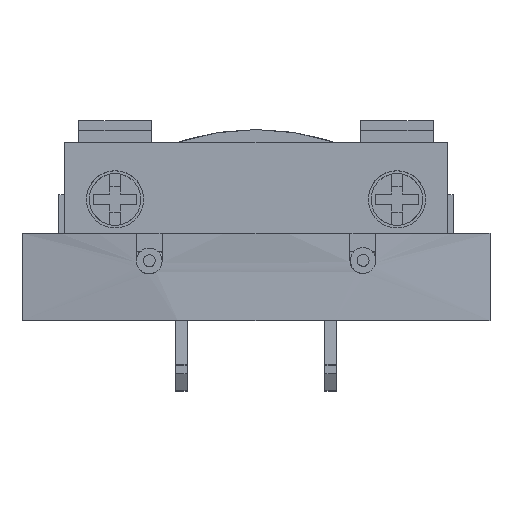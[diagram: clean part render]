
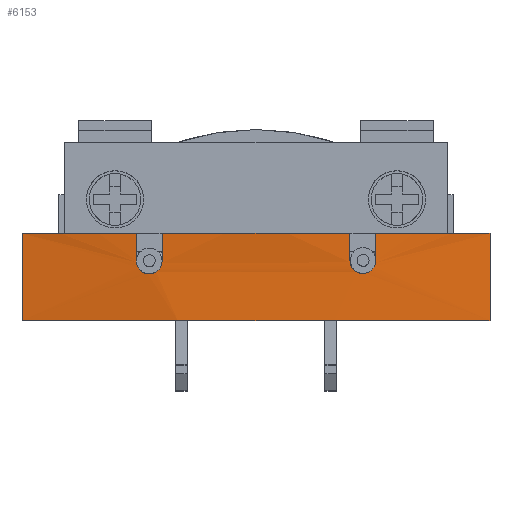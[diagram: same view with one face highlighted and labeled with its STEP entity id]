
A CAD part, top view. The second image highlights one B-rep face of the part: STEP entity #6153.
In plain terms, the highlighted cylindrical face has radius 188.69 mm (diameter 377.38 mm), a partial arc.
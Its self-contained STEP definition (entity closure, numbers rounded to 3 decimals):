
#35=CARTESIAN_POINT('',(0.,-14.2,182.69));
#36=DIRECTION('',(0.,-1.,0.));
#37=DIRECTION('',(-0.145,0.,-0.989));
#38=AXIS2_PLACEMENT_3D('',#35,#36,#37);
#86=DIRECTION('',(0.,-1.,0.));
#87=VECTOR('',#86,3.2);
#88=CARTESIAN_POINT('',(14.,-4.,-5.48));
#89=LINE('',#88,#87);
#90=CARTESIAN_POINT('',(11.,-7.2,-5.679));
#91=CARTESIAN_POINT('',(11.,-7.318,-5.679));
#92=CARTESIAN_POINT('',(11.026,-7.549,-5.678));
#93=CARTESIAN_POINT('',(11.155,-7.898,-5.67));
#94=CARTESIAN_POINT('',(11.359,-8.196,-5.658));
#95=CARTESIAN_POINT('',(11.63,-8.439,-5.641));
#96=CARTESIAN_POINT('',(11.944,-8.609,-5.622));
#97=CARTESIAN_POINT('',(12.3,-8.701,-5.599));
#98=CARTESIAN_POINT('',(12.662,-8.706,-5.575));
#99=CARTESIAN_POINT('',(13.027,-8.621,-5.55));
#100=CARTESIAN_POINT('',(13.351,-8.453,-5.527));
#101=CARTESIAN_POINT('',(13.63,-8.209,-5.507));
#102=CARTESIAN_POINT('',(13.839,-7.91,-5.492));
#103=CARTESIAN_POINT('',(13.973,-7.554,-5.482));
#104=CARTESIAN_POINT('',(14.,-7.32,-5.48));
#105=CARTESIAN_POINT('',(14.,-7.2,-5.48));
#107=DIRECTION('',(0.,-1.,0.));
#108=VECTOR('',#107,3.2);
#109=CARTESIAN_POINT('',(11.,-4.,-5.679));
#110=LINE('',#109,#108);
#111=CARTESIAN_POINT('',(0.,-4.,182.69));
#112=DIRECTION('',(0.,-1.,0.));
#113=DIRECTION('',(-0.058,0.,-0.998));
#114=AXIS2_PLACEMENT_3D('',#111,#112,#113);
#116=DIRECTION('',(0.,-1.,0.));
#117=VECTOR('',#116,3.2);
#118=CARTESIAN_POINT('',(-11.,-4.,-5.679));
#119=LINE('',#118,#117);
#120=CARTESIAN_POINT('',(-14.,-7.2,-5.48));
#121=CARTESIAN_POINT('',(-14.,-7.318,-5.48));
#122=CARTESIAN_POINT('',(-13.974,-7.549,
-5.482));
#123=CARTESIAN_POINT('',(-13.845,-7.898,
-5.491));
#124=CARTESIAN_POINT('',(-13.641,-8.196,
-5.506));
#125=CARTESIAN_POINT('',(-13.371,-8.439,
-5.526));
#126=CARTESIAN_POINT('',(-13.056,-8.609,
-5.548));
#127=CARTESIAN_POINT('',(-12.7,-8.701,
-5.572));
#128=CARTESIAN_POINT('',(-12.339,-8.706,
-5.596));
#129=CARTESIAN_POINT('',(-11.974,-8.621,
-5.62));
#130=CARTESIAN_POINT('',(-11.649,-8.453,
-5.64));
#131=CARTESIAN_POINT('',(-11.37,-8.209,
-5.657));
#132=CARTESIAN_POINT('',(-11.161,-7.91,
-5.67));
#133=CARTESIAN_POINT('',(-11.027,-7.554,
-5.678));
#134=CARTESIAN_POINT('',(-11.,-7.32,-5.679));
#135=CARTESIAN_POINT('',(-11.,-7.2,-5.679));
#137=DIRECTION('',(0.,-1.,0.));
#138=VECTOR('',#137,3.2);
#139=CARTESIAN_POINT('',(-14.,-4.,-5.48));
#140=LINE('',#139,#138);
#141=CARTESIAN_POINT('',(0.,-4.,182.69));
#142=DIRECTION('',(0.,-1.,0.));
#143=DIRECTION('',(-0.145,0.,-0.989));
#144=AXIS2_PLACEMENT_3D('',#141,#142,#143);
#146=DIRECTION('',(0.,1.,0.));
#147=VECTOR('',#146,10.2);
#148=CARTESIAN_POINT('',(-27.4,-14.2,-4.));
#149=LINE('',#148,#147);
#150=CARTESIAN_POINT('',(0.,-4.,182.69));
#151=DIRECTION('',(0.,-1.,0.));
#152=DIRECTION('',(0.074,0.,-0.997));
#153=AXIS2_PLACEMENT_3D('',#150,#151,#152);
#4185=DIRECTION('',(0.,1.,0.));
#4186=VECTOR('',#4185,10.2);
#4187=CARTESIAN_POINT('',(27.4,-14.2,-4.));
#4188=LINE('',#4187,#4186);
#4749=CARTESIAN_POINT('',(-27.4,-14.2,-4.));
#4750=CARTESIAN_POINT('',(27.4,-14.2,-4.));
#4751=VERTEX_POINT('',#4749);
#4752=VERTEX_POINT('',#4750);
#4765=CARTESIAN_POINT('',(27.4,-4.,-4.));
#4767=VERTEX_POINT('',#4765);
#4775=CARTESIAN_POINT('',(-27.4,-4.,-4.));
#4776=VERTEX_POINT('',#4775);
#5037=CARTESIAN_POINT('',(14.,-4.,-5.48));
#5038=CARTESIAN_POINT('',(14.,-7.2,-5.48));
#5039=VERTEX_POINT('',#5037);
#5040=VERTEX_POINT('',#5038);
#5041=VERTEX_POINT('',#90);
#5042=CARTESIAN_POINT('',(11.,-4.,-5.679));
#5043=VERTEX_POINT('',#5042);
#5044=CARTESIAN_POINT('',(-14.,-4.,-5.48));
#5045=CARTESIAN_POINT('',(-14.,-7.2,-5.48));
#5046=VERTEX_POINT('',#5044);
#5047=VERTEX_POINT('',#5045);
#5048=CARTESIAN_POINT('',(-11.,-4.,-5.679));
#5049=CARTESIAN_POINT('',(-11.,-7.2,-5.679));
#5050=VERTEX_POINT('',#5048);
#5051=VERTEX_POINT('',#5049);
#6124=CARTESIAN_POINT('',(0.,-14.2,182.69));
#6125=DIRECTION('',(0.,-1.,0.));
#6126=DIRECTION('',(-1.,0.,0.));
#6127=AXIS2_PLACEMENT_3D('',#6124,#6125,#6126);
#6128=CYLINDRICAL_SURFACE('',#6127,188.69);
#6130=ORIENTED_EDGE('',*,*,#6129,.T.);
#6131=ORIENTED_EDGE('',*,*,#6114,.F.);
#6133=ORIENTED_EDGE('',*,*,#6132,.F.);
#6135=ORIENTED_EDGE('',*,*,#6134,.F.);
#6137=ORIENTED_EDGE('',*,*,#6136,.T.);
#6139=ORIENTED_EDGE('',*,*,#6138,.F.);
#6141=ORIENTED_EDGE('',*,*,#6140,.F.);
#6143=ORIENTED_EDGE('',*,*,#6142,.F.);
#6145=ORIENTED_EDGE('',*,*,#6144,.F.);
#6146=ORIENTED_EDGE('',*,*,#6071,.T.);
#6148=ORIENTED_EDGE('',*,*,#6147,.T.);
#6150=ORIENTED_EDGE('',*,*,#6149,.F.);
#6151=EDGE_LOOP('',(#6130,#6131,#6133,#6135,#6137,#6139,#6141,#6143,#6145,#6146,
#6148,#6150));
#6152=FACE_OUTER_BOUND('',#6151,.F.);
#39=CIRCLE('',#38,188.69);
#106=B_SPLINE_CURVE_WITH_KNOTS('',3,(#90,#91,#92,#93,#94,#95,#96,#97,#98,#99,
#100,#101,#102,#103,#104,#105),.UNSPECIFIED.,.F.,.F.,(4,1,1,1,1,1,1,1,1,1,1,1,1,
4),(0.,0.077,0.154,0.231,
0.308,0.385,0.462,0.538,
0.615,0.692,0.769,0.846,
0.923,1.),.UNSPECIFIED.);
#115=CIRCLE('',#114,188.69);
#136=B_SPLINE_CURVE_WITH_KNOTS('',3,(#120,#121,#122,#123,#124,#125,#126,#127,
#128,#129,#130,#131,#132,#133,#134,#135),.UNSPECIFIED.,.F.,.F.,(4,1,1,1,1,1,1,1,
1,1,1,1,1,4),(0.,0.077,0.154,0.231,
0.308,0.385,0.462,0.538,
0.615,0.692,0.769,0.846,
0.923,1.),.UNSPECIFIED.);
#145=CIRCLE('',#144,188.69);
#154=CIRCLE('',#153,188.69);
#6071=EDGE_CURVE('',#4751,#4752,#39,.T.);
#6114=EDGE_CURVE('',#5041,#5040,#106,.T.);
#6129=EDGE_CURVE('',#5039,#5040,#89,.T.);
#6132=EDGE_CURVE('',#5043,#5041,#110,.T.);
#6134=EDGE_CURVE('',#5050,#5043,#115,.T.);
#6136=EDGE_CURVE('',#5050,#5051,#119,.T.);
#6138=EDGE_CURVE('',#5047,#5051,#136,.T.);
#6140=EDGE_CURVE('',#5046,#5047,#140,.T.);
#6142=EDGE_CURVE('',#4776,#5046,#145,.T.);
#6144=EDGE_CURVE('',#4751,#4776,#149,.T.);
#6147=EDGE_CURVE('',#4752,#4767,#4188,.T.);
#6149=EDGE_CURVE('',#5039,#4767,#154,.T.);
#6153=ADVANCED_FACE('',(#6152),#6128,.T.);
